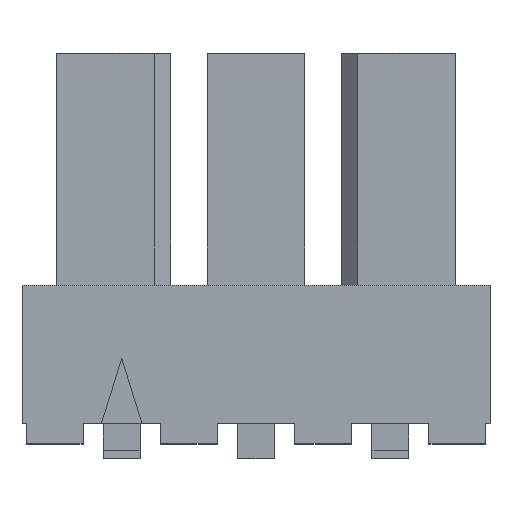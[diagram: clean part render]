
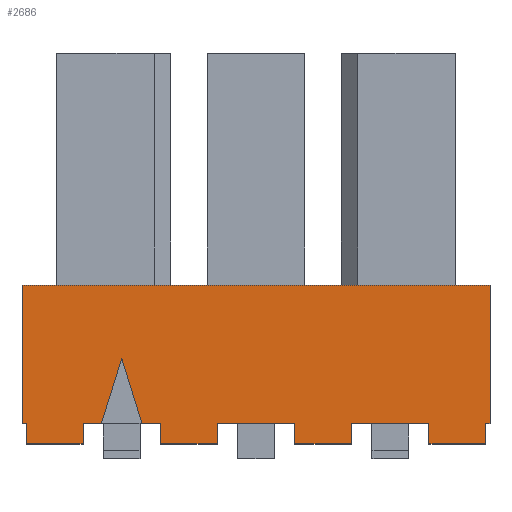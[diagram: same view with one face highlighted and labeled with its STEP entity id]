
A CAD part, top view. The second image highlights one B-rep face of the part: STEP entity #2686.
In plain terms, the highlighted planar face has unit normal (0, 0, 1).
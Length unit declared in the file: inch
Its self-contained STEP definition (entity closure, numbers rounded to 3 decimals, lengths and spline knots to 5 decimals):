
#117=ORIENTED_EDGE('',*,*,#881,.F.);
#118=ORIENTED_EDGE('',*,*,#882,.F.);
#119=ORIENTED_EDGE('',*,*,#883,.F.);
#120=ORIENTED_EDGE('',*,*,#884,.F.);
#121=ORIENTED_EDGE('',*,*,#885,.F.);
#122=ORIENTED_EDGE('',*,*,#813,.T.);
#123=ORIENTED_EDGE('',*,*,#886,.F.);
#124=ORIENTED_EDGE('',*,*,#887,.F.);
#125=ORIENTED_EDGE('',*,*,#888,.F.);
#126=ORIENTED_EDGE('',*,*,#817,.T.);
#127=ORIENTED_EDGE('',*,*,#889,.F.);
#128=ORIENTED_EDGE('',*,*,#890,.F.);
#129=ORIENTED_EDGE('',*,*,#891,.F.);
#130=ORIENTED_EDGE('',*,*,#892,.T.);
#131=ORIENTED_EDGE('',*,*,#893,.F.);
#132=ORIENTED_EDGE('',*,*,#894,.F.);
#133=ORIENTED_EDGE('',*,*,#854,.F.);
#134=ORIENTED_EDGE('',*,*,#895,.F.);
#135=ORIENTED_EDGE('',*,*,#896,.T.);
#136=ORIENTED_EDGE('',*,*,#897,.F.);
#137=ORIENTED_EDGE('',*,*,#898,.F.);
#138=ORIENTED_EDGE('',*,*,#811,.T.);
#139=ORIENTED_EDGE('',*,*,#899,.F.);
#811=EDGE_CURVE('',#1199,#1198,#1452,.T.);
#813=EDGE_CURVE('',#1200,#1201,#1454,.T.);
#817=EDGE_CURVE('',#1204,#1205,#1458,.T.);
#854=EDGE_CURVE('',#1235,#1233,#1495,.T.);
#881=EDGE_CURVE('',#1258,#1259,#1522,.T.);
#882=EDGE_CURVE('',#1260,#1258,#1523,.T.);
#883=EDGE_CURVE('',#1261,#1260,#1524,.T.);
#884=EDGE_CURVE('',#1262,#1261,#1525,.T.);
#885=EDGE_CURVE('',#1200,#1262,#1526,.T.);
#886=EDGE_CURVE('',#1263,#1201,#1527,.T.);
#887=EDGE_CURVE('',#1264,#1263,#1528,.T.);
#888=EDGE_CURVE('',#1204,#1264,#1529,.T.);
#889=EDGE_CURVE('',#1265,#1205,#1530,.T.);
#890=EDGE_CURVE('',#1266,#1265,#1531,.T.);
#891=EDGE_CURVE('',#1267,#1266,#1532,.T.);
#892=EDGE_CURVE('',#1267,#1268,#1533,.T.);
#893=EDGE_CURVE('',#1269,#1268,#1534,.T.);
#894=EDGE_CURVE('',#1233,#1269,#1535,.T.);
#895=EDGE_CURVE('',#1270,#1235,#1536,.T.);
#896=EDGE_CURVE('',#1270,#1271,#1537,.T.);
#897=EDGE_CURVE('',#1272,#1271,#1538,.T.);
#898=EDGE_CURVE('',#1199,#1272,#1539,.T.);
#899=EDGE_CURVE('',#1259,#1198,#1540,.T.);
#1198=VERTEX_POINT('',#3666);
#1199=VERTEX_POINT('',#3668);
#1200=VERTEX_POINT('',#3672);
#1201=VERTEX_POINT('',#3673);
#1204=VERTEX_POINT('',#3681);
#1205=VERTEX_POINT('',#3682);
#1233=VERTEX_POINT('',#3754);
#1235=VERTEX_POINT('',#3758);
#1258=VERTEX_POINT('',#3812);
#1259=VERTEX_POINT('',#3813);
#1260=VERTEX_POINT('',#3815);
#1261=VERTEX_POINT('',#3817);
#1262=VERTEX_POINT('',#3819);
#1263=VERTEX_POINT('',#3822);
#1264=VERTEX_POINT('',#3824);
#1265=VERTEX_POINT('',#3827);
#1266=VERTEX_POINT('',#3829);
#1267=VERTEX_POINT('',#3831);
#1268=VERTEX_POINT('',#3833);
#1269=VERTEX_POINT('',#3835);
#1270=VERTEX_POINT('',#3838);
#1271=VERTEX_POINT('',#3840);
#1272=VERTEX_POINT('',#3842);
#1452=LINE('',#3667,#1839);
#1454=LINE('',#3671,#1841);
#1458=LINE('',#3680,#1845);
#1495=LINE('',#3759,#1882);
#1522=LINE('',#3811,#1909);
#1523=LINE('',#3814,#1910);
#1524=LINE('',#3816,#1911);
#1525=LINE('',#3818,#1912);
#1526=LINE('',#3820,#1913);
#1527=LINE('',#3821,#1914);
#1528=LINE('',#3823,#1915);
#1529=LINE('',#3825,#1916);
#1530=LINE('',#3826,#1917);
#1531=LINE('',#3828,#1918);
#1532=LINE('',#3830,#1919);
#1533=LINE('',#3832,#1920);
#1534=LINE('',#3834,#1921);
#1535=LINE('',#3836,#1922);
#1536=LINE('',#3837,#1923);
#1537=LINE('',#3839,#1924);
#1538=LINE('',#3841,#1925);
#1539=LINE('',#3843,#1926);
#1540=LINE('',#3844,#1927);
#1839=VECTOR('',#2990,39.37008);
#1841=VECTOR('',#2994,39.37008);
#1845=VECTOR('',#3000,39.37008);
#1882=VECTOR('',#3057,39.37008);
#1909=VECTOR('',#3090,39.37008);
#1910=VECTOR('',#3091,39.37008);
#1911=VECTOR('',#3092,39.37008);
#1912=VECTOR('',#3093,39.37008);
#1913=VECTOR('',#3094,39.37008);
#1914=VECTOR('',#3095,39.37008);
#1915=VECTOR('',#3096,39.37008);
#1916=VECTOR('',#3097,39.37008);
#1917=VECTOR('',#3098,39.37008);
#1918=VECTOR('',#3099,39.37008);
#1919=VECTOR('',#3100,39.37008);
#1920=VECTOR('',#3101,39.37008);
#1921=VECTOR('',#3102,39.37008);
#1922=VECTOR('',#3103,39.37008);
#1923=VECTOR('',#3104,39.37008);
#1924=VECTOR('',#3105,39.37008);
#1925=VECTOR('',#3106,39.37008);
#1926=VECTOR('',#3107,39.37008);
#1927=VECTOR('',#3108,39.37008);
#2237=EDGE_LOOP('',(#117,#118,#119,#120,#121,#122,#123,#124,#125,#126,#127,
#128,#129,#130,#131,#132,#133,#134,#135,#136,#137,#138,#139));
#2392=FACE_BOUND('',#2237,.T.);
#2546=PLANE('',#2852);
#2686=ADVANCED_FACE('',(#2392),#2546,.F.);
#2852=AXIS2_PLACEMENT_3D('',#3810,#3088,#3089);
#2990=DIRECTION('',(1.,0.,0.));
#2994=DIRECTION('',(1.,0.,0.));
#3000=DIRECTION('',(1.,0.,0.));
#3057=DIRECTION('',(0.,-1.,0.));
#3088=DIRECTION('',(0.,0.,-1.));
#3089=DIRECTION('',(-1.,0.,0.));
#3090=DIRECTION('',(-1.,0.,0.));
#3091=DIRECTION('',(-0.298,-0.954,0.));
#3092=DIRECTION('',(-0.298,0.954,0.));
#3093=DIRECTION('',(-1.,0.,0.));
#3094=DIRECTION('',(0.,1.,0.));
#3095=DIRECTION('',(0.,-1.,0.));
#3096=DIRECTION('',(-1.,0.,0.));
#3097=DIRECTION('',(0.,1.,0.));
#3098=DIRECTION('',(0.,-1.,0.));
#3099=DIRECTION('',(-1.,0.,0.));
#3100=DIRECTION('',(0.,1.,0.));
#3101=DIRECTION('',(1.,0.,0.));
#3102=DIRECTION('',(0.,-1.,0.));
#3103=DIRECTION('',(-1.,0.,0.));
#3104=DIRECTION('',(1.,0.,0.));
#3105=DIRECTION('',(0.,-1.,0.));
#3106=DIRECTION('',(-1.,0.,0.));
#3107=DIRECTION('',(0.,1.,0.));
#3108=DIRECTION('',(0.,-1.,0.));
#3666=CARTESIAN_POINT('',(-0.2125,0.,0.1065));
#3667=CARTESIAN_POINT('',(-0.2875,0.,0.1065));
#3668=CARTESIAN_POINT('',(-0.2825,0.,0.1065));
#3671=CARTESIAN_POINT('',(-0.2875,0.,0.1065));
#3672=CARTESIAN_POINT('',(-0.1175,0.,0.1065));
#3673=CARTESIAN_POINT('',(-0.0475,0.,0.1065));
#3680=CARTESIAN_POINT('',(-0.2875,0.,0.1065));
#3681=CARTESIAN_POINT('',(0.0475,0.,0.1065));
#3682=CARTESIAN_POINT('',(0.1175,0.,0.1065));
#3754=CARTESIAN_POINT('',(0.2875,0.025,0.1065));
#3758=CARTESIAN_POINT('',(0.2875,0.195,0.1065));
#3759=CARTESIAN_POINT('',(0.2875,0.48,0.1065));
#3810=CARTESIAN_POINT('',(-0.2875,0.48,0.1065));
#3811=CARTESIAN_POINT('',(-0.1175,0.025,0.1065));
#3812=CARTESIAN_POINT('',(-0.19,0.025,0.1065));
#3813=CARTESIAN_POINT('',(-0.2125,0.025,0.1065));
#3814=CARTESIAN_POINT('',(-0.165,0.105,0.1065));
#3815=CARTESIAN_POINT('',(-0.165,0.105,0.1065));
#3816=CARTESIAN_POINT('',(-0.14,0.025,0.1065));
#3817=CARTESIAN_POINT('',(-0.14,0.025,0.1065));
#3818=CARTESIAN_POINT('',(-0.1175,0.025,0.1065));
#3819=CARTESIAN_POINT('',(-0.1175,0.025,0.1065));
#3820=CARTESIAN_POINT('',(-0.1175,0.,0.1065));
#3821=CARTESIAN_POINT('',(-0.0475,0.025,0.1065));
#3822=CARTESIAN_POINT('',(-0.0475,0.025,0.1065));
#3823=CARTESIAN_POINT('',(0.0475,0.025,0.1065));
#3824=CARTESIAN_POINT('',(0.0475,0.025,0.1065));
#3825=CARTESIAN_POINT('',(0.0475,0.,0.1065));
#3826=CARTESIAN_POINT('',(0.1175,0.025,0.1065));
#3827=CARTESIAN_POINT('',(0.1175,0.025,0.1065));
#3828=CARTESIAN_POINT('',(0.2125,0.025,0.1065));
#3829=CARTESIAN_POINT('',(0.2125,0.025,0.1065));
#3830=CARTESIAN_POINT('',(0.2125,0.,0.1065));
#3831=CARTESIAN_POINT('',(0.2125,0.,0.1065));
#3832=CARTESIAN_POINT('',(-0.2875,0.,0.1065));
#3833=CARTESIAN_POINT('',(0.2825,0.,0.1065));
#3834=CARTESIAN_POINT('',(0.2825,0.025,0.1065));
#3835=CARTESIAN_POINT('',(0.2825,0.025,0.1065));
#3836=CARTESIAN_POINT('',(0.3775,0.025,0.1065));
#3837=CARTESIAN_POINT('',(-0.2875,0.195,0.1065));
#3838=CARTESIAN_POINT('',(-0.2875,0.195,0.1065));
#3839=CARTESIAN_POINT('',(-0.2875,0.48,0.1065));
#3840=CARTESIAN_POINT('',(-0.2875,0.025,0.1065));
#3841=CARTESIAN_POINT('',(-0.2825,0.025,0.1065));
#3842=CARTESIAN_POINT('',(-0.2825,0.025,0.1065));
#3843=CARTESIAN_POINT('',(-0.2825,0.,0.1065));
#3844=CARTESIAN_POINT('',(-0.2125,0.025,0.1065));
